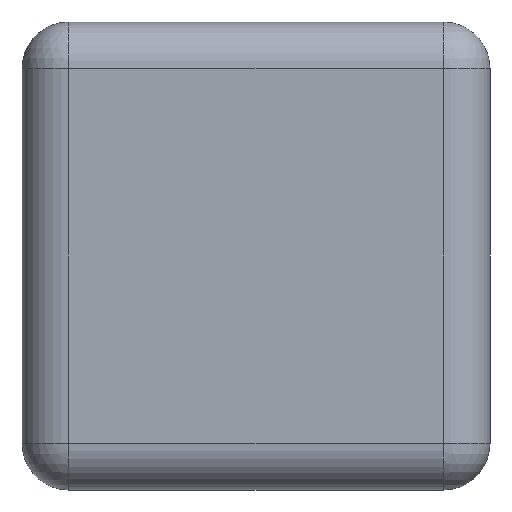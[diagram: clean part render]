
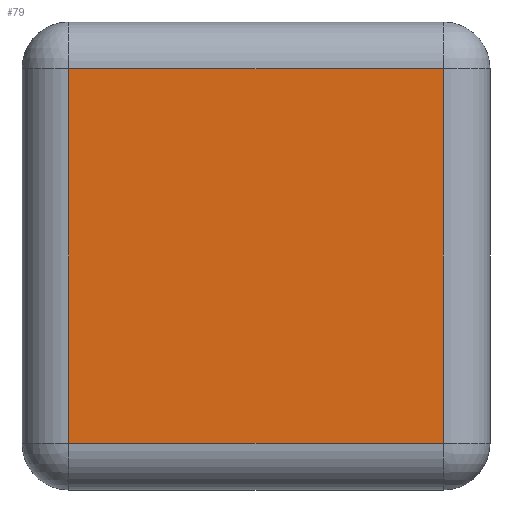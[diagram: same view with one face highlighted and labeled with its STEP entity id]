
A CAD part, front view. The second image highlights one B-rep face of the part: STEP entity #79.
In plain terms, the highlighted planar face has unit normal (0, -1, 0).
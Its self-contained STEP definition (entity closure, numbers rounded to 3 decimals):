
#79=ADVANCED_FACE('',(#111),#105,.T.);
#105=PLANE('',#380);
#111=FACE_OUTER_BOUND('',#137,.T.);
#137=EDGE_LOOP('',(#166,#167,#168,#169));
#166=ORIENTED_EDGE('',*,*,#286,.T.);
#167=ORIENTED_EDGE('',*,*,#287,.T.);
#168=ORIENTED_EDGE('',*,*,#288,.T.);
#169=ORIENTED_EDGE('',*,*,#289,.T.);
#262=VERTEX_POINT('',#566);
#263=VERTEX_POINT('',#567);
#264=VERTEX_POINT('',#569);
#265=VERTEX_POINT('',#571);
#286=EDGE_CURVE('',#262,#263,#334,.T.);
#287=EDGE_CURVE('',#263,#264,#335,.T.);
#288=EDGE_CURVE('',#264,#265,#336,.T.);
#289=EDGE_CURVE('',#265,#262,#337,.T.);
#334=LINE('',#565,#358);
#335=LINE('',#568,#359);
#336=LINE('',#570,#360);
#337=LINE('',#572,#361);
#358=VECTOR('',#437,1.);
#359=VECTOR('',#438,1.);
#360=VECTOR('',#439,1.);
#361=VECTOR('',#440,1.);
#380=AXIS2_PLACEMENT_3D('',#573,#441,#442);
#437=DIRECTION('',(1.,0.,0.));
#438=DIRECTION('',(0.,0.,1.));
#439=DIRECTION('',(-1.,0.,0.));
#440=DIRECTION('',(0.,0.,-1.));
#441=DIRECTION('',(0.,-1.,0.));
#442=DIRECTION('',(0.,0.,-1.));
#565=CARTESIAN_POINT('',(5.,0.,1.));
#566=CARTESIAN_POINT('',(1.,0.,1.));
#567=CARTESIAN_POINT('',(9.,0.,1.));
#568=CARTESIAN_POINT('',(9.,0.,0.));
#569=CARTESIAN_POINT('',(9.,0.,9.));
#570=CARTESIAN_POINT('',(5.,0.,9.));
#571=CARTESIAN_POINT('',(1.,0.,9.));
#572=CARTESIAN_POINT('',(1.,0.,0.));
#573=CARTESIAN_POINT('',(5.,0.,0.));
